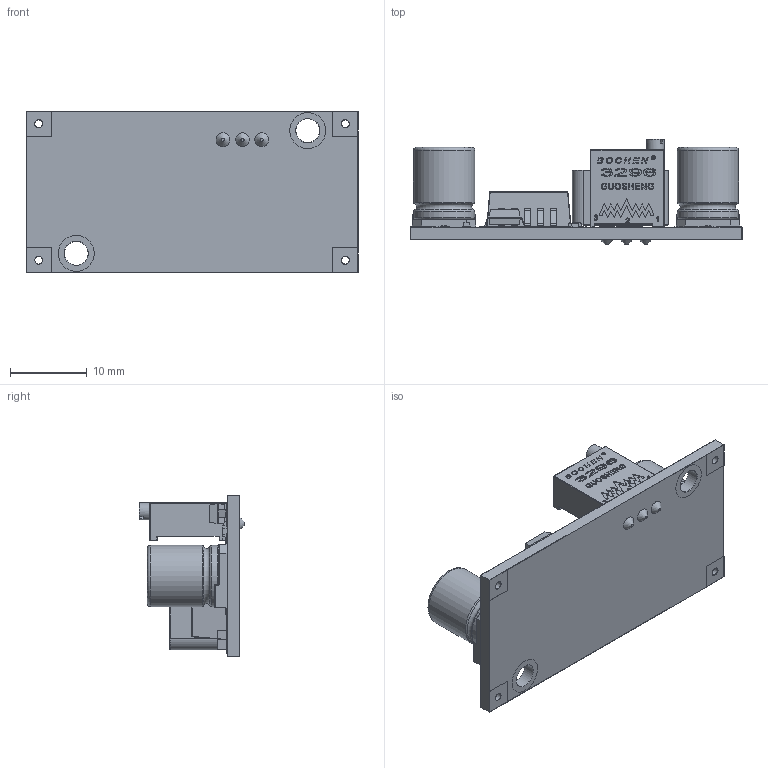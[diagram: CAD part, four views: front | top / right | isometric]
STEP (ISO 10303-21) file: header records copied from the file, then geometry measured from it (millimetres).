
FILE_DESCRIPTION(/* description */ ('STEP AP242','CAx-IF Rec.Pracs.---Representation and Presentation of Product Manufacturing Information (PMI)---4.0---2014-10-13','CAx-IF Rec.Pracs.---3D Tessellated Geometry---0.4---2014-09-14','2;1'),/* implementation_level */ '2;1');
FILE_NAME(/* name */ '6708ed3ee07b11441deb853c',/* time_stamp */ '2024-10-11T09:17:52Z',/* author */ (''),/* organization */ (''),/* preprocessor_version */ 'ST-DEVELOPER v20',/* originating_system */ ' ',/* authorisation */ ' ');
FILE_SCHEMA (('AP242_MANAGED_MODEL_BASED_3D_ENGINEERING_MIM_LF { 1 0 10303 442 1 1 4 }'));
Products named in the file (44): DC-DC XL6009E1 (STEP AP214)
Bounding box: 43.3 x 13.75 x 21.1 mm (x, y, z)
Volume: 4477.5 mm3; surface area: 4731.8 mm2
Topology: 44 solids, 44 shells, 1435 faces, 3576 edges, 2276 vertices
Faces by surface type: plane 647, cylinder 419, bspline 258, torus 76, sphere 32, cone 3
Full cylindrical faces by diameter (mm): 0.998 x4, 1.233 x1, 2.25 x1, 3.098 x2, 4.698 x4, 8 x4
Entity records: 58248 total; most frequent: CARTESIAN_POINT 24014, ORIENTED_EDGE 6978, DIRECTION 5964, EDGE_CURVE 3489, VERTEX_POINT 2267, LINE 2002, VECTOR 2002, AXIS2_PLACEMENT_3D 1981
